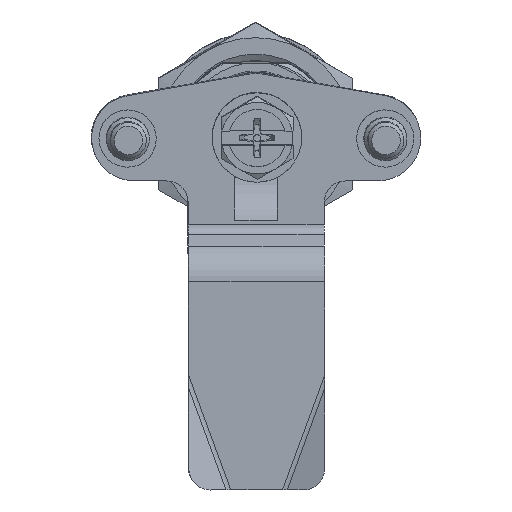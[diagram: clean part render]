
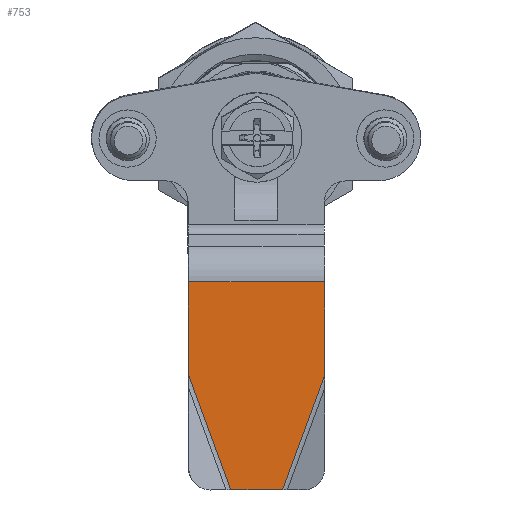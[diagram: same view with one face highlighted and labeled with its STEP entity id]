
A CAD part, top view. The second image highlights one B-rep face of the part: STEP entity #753.
In plain terms, the highlighted planar face has unit normal (0.011, -0.027, 1).
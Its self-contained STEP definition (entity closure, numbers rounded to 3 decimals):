
#753=ADVANCED_FACE('',(#1314),#1315,.F.);
#1314=FACE_OUTER_BOUND('',#2334,.T.);
#1315=PLANE('',#2335);
#2334=EDGE_LOOP('',(#7569,#7570,#7571,#7572,#7573,#7574));
#2335=AXIS2_PLACEMENT_3D('',#7575,#7576,#7577);
#7569=ORIENTED_EDGE('',*,*,#10964,.F.);
#7570=ORIENTED_EDGE('',*,*,#10996,.T.);
#7571=ORIENTED_EDGE('',*,*,#10997,.F.);
#7572=ORIENTED_EDGE('',*,*,#10946,.T.);
#7573=ORIENTED_EDGE('',*,*,#10942,.F.);
#7574=ORIENTED_EDGE('',*,*,#10980,.T.);
#7575=CARTESIAN_POINT('',(47.115,87.5,-14.11));
#7576=DIRECTION('',(-0.011,0.027,-1.));
#7577=DIRECTION('',(-1.,0.,0.011));
#10942=EDGE_CURVE('',#12307,#12309,#12310,.T.);
#10946=EDGE_CURVE('',#12313,#12309,#12316,.T.);
#10964=EDGE_CURVE('',#12343,#12345,#12346,.T.);
#10980=EDGE_CURVE('',#12307,#12345,#12372,.T.);
#10996=EDGE_CURVE('',#12343,#12394,#12395,.T.);
#10997=EDGE_CURVE('',#12313,#12394,#12396,.T.);
#12307=VERTEX_POINT('',#14526);
#12309=VERTEX_POINT('',#14528);
#12310=LINE('',#14529,#14530);
#12313=VERTEX_POINT('',#14533);
#12316=LINE('',#14537,#14538);
#12343=VERTEX_POINT('',#14575);
#12345=VERTEX_POINT('',#14577);
#12346=LINE('',#14578,#14579);
#12372=LINE('',#14614,#14615);
#12394=VERTEX_POINT('',#14648);
#12395=LINE('',#14649,#14650);
#12396=LINE('',#14651,#14652);
#14526=CARTESIAN_POINT('',(67.734,34.213,-15.761));
#14528=CARTESIAN_POINT('',(60.479,34.212,-15.682));
#14529=CARTESIAN_POINT('',(47.108,34.21,-15.535));
#14530=VECTOR('',#22324,1.0);
#14533=CARTESIAN_POINT('',(54.609,50.161,-15.191));
#14537=CARTESIAN_POINT('',(41.613,85.475,-14.104));
#14538=VECTOR('',#22332,1.0);
#14575=CARTESIAN_POINT('',(73.61,63.282,-15.048));
#14577=CARTESIAN_POINT('',(73.608,50.163,-15.399));
#14578=CARTESIAN_POINT('',(73.614,87.504,-14.4));
#14579=VECTOR('',#22364,1.0);
#14614=CARTESIAN_POINT('',(82.558,74.464,-14.847));
#14615=VECTOR('',#22392,1.0);
#14648=CARTESIAN_POINT('',(54.611,63.279,-14.84));
#14649=CARTESIAN_POINT('',(47.112,63.278,-14.758));
#14650=VECTOR('',#22416,1.0);
#14651=CARTESIAN_POINT('',(54.615,87.501,-14.192));
#14652=VECTOR('',#22417,1.0);
#22324=DIRECTION('',(-1.,0.,0.011));
#22332=DIRECTION('',(0.345,-0.938,-0.029));
#22364=DIRECTION('',(0.,-1.,-0.027));
#22392=DIRECTION('',(0.346,0.938,0.021));
#22416=DIRECTION('',(-1.,0.,0.011));
#22417=DIRECTION('',(0.,1.,0.027));
